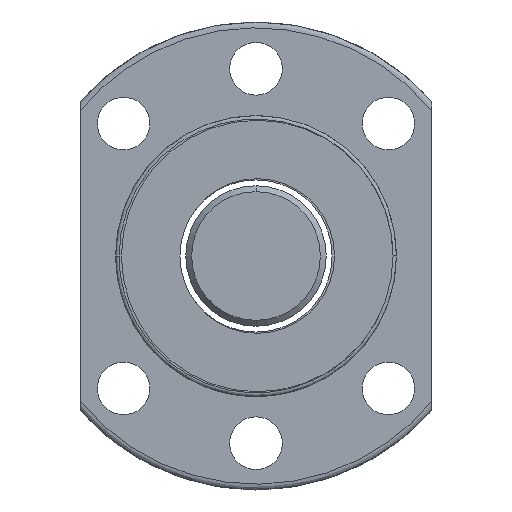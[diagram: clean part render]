
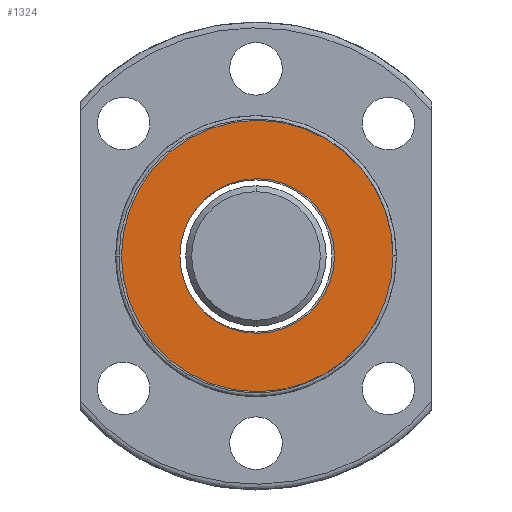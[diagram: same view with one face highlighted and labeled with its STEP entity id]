
A CAD part, left-side view. The second image highlights one B-rep face of the part: STEP entity #1324.
In plain terms, the highlighted planar face has unit normal (-1, 0, 0).
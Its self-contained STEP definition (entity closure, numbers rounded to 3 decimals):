
#82 = AXIS2_PLACEMENT_3D ( 'NONE', #7970, #22604, #22674 ) ;
#229 = EDGE_CURVE ( 'NONE', #8147, #14374, #15688, .T. ) ;
#1310 = FACE_OUTER_BOUND ( 'NONE', #2525, .T. ) ;
#1324 = ADVANCED_FACE ( 'NONE', ( #21767, #1310 ), #15076, .T. ) ;
#1337 = CARTESIAN_POINT ( 'NONE',  ( -68.5, -0.105, 0. ) ) ;
#1858 = AXIS2_PLACEMENT_3D ( 'NONE', #9665, #2227, #15312 ) ;
#1952 = DIRECTION ( 'NONE',  ( 0., 0., 1. ) ) ;
#1955 = ORIENTED_EDGE ( 'NONE', *, *, #13561, .T. ) ;
#2227 = DIRECTION ( 'NONE',  ( -1., 0., 0. ) ) ;
#2265 = AXIS2_PLACEMENT_3D ( 'NONE', #7488, #7415, #1952 ) ;
#2525 = EDGE_LOOP ( 'NONE', ( #15719, #20161 ) ) ;
#5152 = DIRECTION ( 'NONE',  ( 0., 0., 1. ) ) ;
#7415 = DIRECTION ( 'NONE',  ( 1., 0., 0. ) ) ;
#7488 = CARTESIAN_POINT ( 'NONE',  ( -68.5, -0.105, 0. ) ) ;
#7570 = VERTEX_POINT ( 'NONE', #24021 ) ;
#7970 = CARTESIAN_POINT ( 'NONE',  ( -68.5, -0.105, 0. ) ) ;
#8110 = DIRECTION ( 'NONE',  ( 0., 0., 1. ) ) ;
#8147 = VERTEX_POINT ( 'NONE', #16428 ) ;
#8517 = VERTEX_POINT ( 'NONE', #17866 ) ;
#9150 = AXIS2_PLACEMENT_3D ( 'NONE', #1337, #14582, #5152 ) ;
#9665 = CARTESIAN_POINT ( 'NONE',  ( -68.5, 6.5, 0. ) ) ;
#11093 = CIRCLE ( 'NONE', #15774, 11.605 ) ;
#12233 = CIRCLE ( 'NONE', #9150, 6.605 ) ;
#12868 = EDGE_CURVE ( 'NONE', #7570, #8517, #12233, .T. ) ;
#13561 = EDGE_CURVE ( 'NONE', #8517, #7570, #19869, .T. ) ;
#13698 = CARTESIAN_POINT ( 'NONE',  ( -68.5, -0.105, 0. ) ) ;
#14374 = VERTEX_POINT ( 'NONE', #21447 ) ;
#14582 = DIRECTION ( 'NONE',  ( 1., 0., 0. ) ) ;
#15076 = PLANE ( 'NONE',  #1858 ) ;
#15312 = DIRECTION ( 'NONE',  ( 0., 0., 1. ) ) ;
#15688 = CIRCLE ( 'NONE', #82, 11.605 ) ;
#15719 = ORIENTED_EDGE ( 'NONE', *, *, #229, .F. ) ;
#15774 = AXIS2_PLACEMENT_3D ( 'NONE', #13698, #23152, #8110 ) ;
#16010 = EDGE_LOOP ( 'NONE', ( #22615, #1955 ) ) ;
#16428 = CARTESIAN_POINT ( 'NONE',  ( -68.5, -0.105, 11.605 ) ) ;
#17866 = CARTESIAN_POINT ( 'NONE',  ( -68.5, -0.105, -6.605 ) ) ;
#19869 = CIRCLE ( 'NONE', #2265, 6.605 ) ;
#20161 = ORIENTED_EDGE ( 'NONE', *, *, #24082, .F. ) ;
#21447 = CARTESIAN_POINT ( 'NONE',  ( -68.5, -0.105, -11.605 ) ) ;
#21767 = FACE_BOUND ( 'NONE', #16010, .T. ) ;
#22604 = DIRECTION ( 'NONE',  ( 1., 0., 0. ) ) ;
#22615 = ORIENTED_EDGE ( 'NONE', *, *, #12868, .T. ) ;
#22674 = DIRECTION ( 'NONE',  ( 0., 0., 1. ) ) ;
#23152 = DIRECTION ( 'NONE',  ( 1., 0., 0. ) ) ;
#24021 = CARTESIAN_POINT ( 'NONE',  ( -68.5, -0.105, 6.605 ) ) ;
#24082 = EDGE_CURVE ( 'NONE', #14374, #8147, #11093, .T. ) ;
